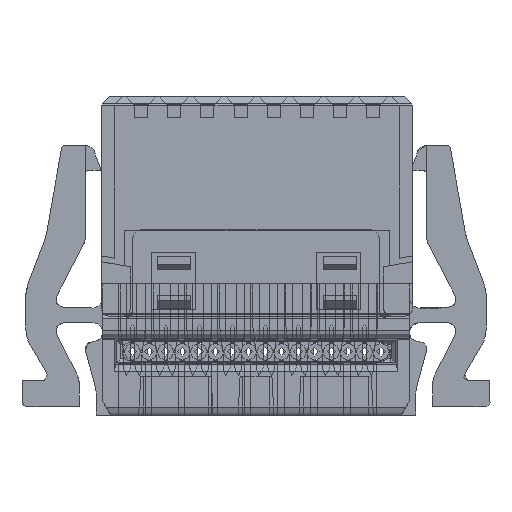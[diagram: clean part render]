
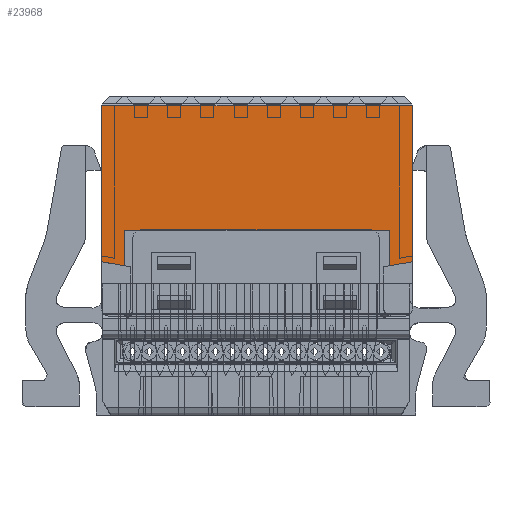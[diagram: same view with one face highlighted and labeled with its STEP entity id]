
A CAD part, front view. The second image highlights one B-rep face of the part: STEP entity #23968.
In plain terms, the highlighted planar face has unit normal (0, -1, 0).
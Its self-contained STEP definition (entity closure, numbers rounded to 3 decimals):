
#23918=AXIS2_PLACEMENT_3D('Plane Axis2P3D',#23915,#23916,#23917) ;
#16748=CARTESIAN_POINT('Vertex',(1.234,-434.956,9.429)) ;
#16751=CARTESIAN_POINT('Line Origine',(1.234,-434.956,6.439)) ;
#16755=CARTESIAN_POINT('Vertex',(1.234,-434.956,3.45)) ;
#17055=CARTESIAN_POINT('Vertex',(-10.676,-434.956,3.45)) ;
#17058=CARTESIAN_POINT('Line Origine',(-10.676,-434.956,6.439)) ;
#17062=CARTESIAN_POINT('Vertex',(-10.676,-434.956,9.429)) ;
#23915=CARTESIAN_POINT('Axis2P3D Location',(-10.92,-434.956,9.97)) ;
#23920=CARTESIAN_POINT('Line Origine',(-4.721,-434.956,9.429)) ;
#23925=CARTESIAN_POINT('Line Origine',(-10.236,-434.956,3.372)) ;
#23929=CARTESIAN_POINT('Vertex',(-9.796,-434.956,3.295)) ;
#23932=CARTESIAN_POINT('Line Origine',(-9.796,-434.956,3.972)) ;
#23936=CARTESIAN_POINT('Vertex',(-9.796,-434.956,4.65)) ;
#23939=CARTESIAN_POINT('Line Origine',(-4.721,-434.956,4.65)) ;
#23943=CARTESIAN_POINT('Vertex',(0.354,-434.956,4.65)) ;
#23946=CARTESIAN_POINT('Line Origine',(0.354,-434.956,3.972)) ;
#23950=CARTESIAN_POINT('Vertex',(0.354,-434.956,3.295)) ;
#23953=CARTESIAN_POINT('Line Origine',(0.794,-434.956,3.372)) ;
#16752=DIRECTION('Vector Direction',(0.,0.,1.)) ;
#17059=DIRECTION('Vector Direction',(0.,0.,-1.)) ;
#23916=DIRECTION('Axis2P3D Direction',(0.,-1.,0.)) ;
#23917=DIRECTION('Axis2P3D XDirection',(0.,0.,1.)) ;
#23921=DIRECTION('Vector Direction',(-1.,0.,0.)) ;
#23926=DIRECTION('Vector Direction',(0.985,0.,-0.174)) ;
#23933=DIRECTION('Vector Direction',(0.,0.,1.)) ;
#23940=DIRECTION('Vector Direction',(1.,0.,0.)) ;
#23947=DIRECTION('Vector Direction',(0.,0.,-1.)) ;
#23954=DIRECTION('Vector Direction',(0.985,0.,0.174)) ;
#16753=VECTOR('Line Direction',#16752,1.) ;
#17060=VECTOR('Line Direction',#17059,1.) ;
#23922=VECTOR('Line Direction',#23921,1.) ;
#23927=VECTOR('Line Direction',#23926,1.) ;
#23934=VECTOR('Line Direction',#23933,1.) ;
#23941=VECTOR('Line Direction',#23940,1.) ;
#23948=VECTOR('Line Direction',#23947,1.) ;
#23955=VECTOR('Line Direction',#23954,1.) ;
#23959=ORIENTED_EDGE('',*,*,#23924,.T.) ;
#23960=ORIENTED_EDGE('',*,*,#17064,.T.) ;
#23961=ORIENTED_EDGE('',*,*,#23931,.T.) ;
#23962=ORIENTED_EDGE('',*,*,#23938,.T.) ;
#23963=ORIENTED_EDGE('',*,*,#23945,.T.) ;
#23964=ORIENTED_EDGE('',*,*,#23952,.T.) ;
#23965=ORIENTED_EDGE('',*,*,#23957,.T.) ;
#23966=ORIENTED_EDGE('',*,*,#16757,.T.) ;
#23968=ADVANCED_FACE('1001\\DSC',(#23967),#23919,.T.) ;
#16757=EDGE_CURVE('',#16756,#16749,#16754,.T.) ;
#17064=EDGE_CURVE('',#17063,#17056,#17061,.T.) ;
#23924=EDGE_CURVE('',#16749,#17063,#23923,.T.) ;
#23931=EDGE_CURVE('',#17056,#23930,#23928,.T.) ;
#23938=EDGE_CURVE('',#23930,#23937,#23935,.T.) ;
#23945=EDGE_CURVE('',#23937,#23944,#23942,.T.) ;
#23952=EDGE_CURVE('',#23944,#23951,#23949,.T.) ;
#23957=EDGE_CURVE('',#23951,#16756,#23956,.T.) ;
#23958=EDGE_LOOP('',(#23959,#23960,#23961,#23962,#23963,#23964,#23965,#23966)) ;
#23967=FACE_OUTER_BOUND('',#23958,.T.) ;
#16754=LINE('Line',#16751,#16753) ;
#17061=LINE('Line',#17058,#17060) ;
#23923=LINE('Line',#23920,#23922) ;
#23928=LINE('Line',#23925,#23927) ;
#23935=LINE('Line',#23932,#23934) ;
#23942=LINE('Line',#23939,#23941) ;
#23949=LINE('Line',#23946,#23948) ;
#23956=LINE('Line',#23953,#23955) ;
#23919=PLANE('',#23918) ;
#16749=VERTEX_POINT('',#16748) ;
#16756=VERTEX_POINT('',#16755) ;
#17056=VERTEX_POINT('',#17055) ;
#17063=VERTEX_POINT('',#17062) ;
#23930=VERTEX_POINT('',#23929) ;
#23937=VERTEX_POINT('',#23936) ;
#23944=VERTEX_POINT('',#23943) ;
#23951=VERTEX_POINT('',#23950) ;
